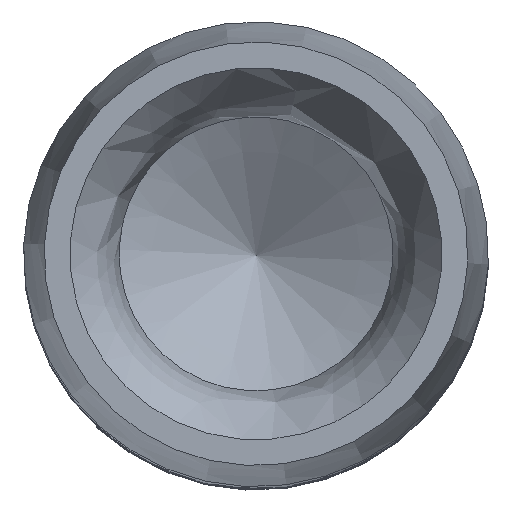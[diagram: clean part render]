
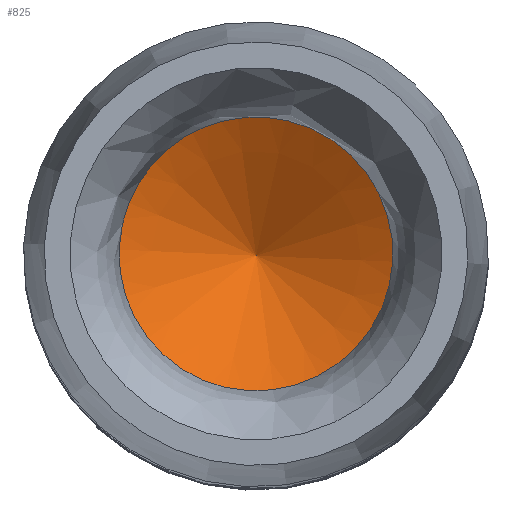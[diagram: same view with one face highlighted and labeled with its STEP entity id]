
A CAD part, top view. The second image highlights one B-rep face of the part: STEP entity #825.
In plain terms, the highlighted conical face has half-angle 60 degrees and reference radius 0 mm.
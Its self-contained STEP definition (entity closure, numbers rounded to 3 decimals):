
#804=CONICAL_SURFACE('',#2807,0.,60.);
#806=VERTEX_LOOP('',#1942);
#825=ADVANCED_FACE('',(#1031,#1032),#804,.F.);
#1031=FACE_BOUND('',#806,.T.);
#1032=FACE_BOUND('',#1094,.T.);
#1094=EDGE_LOOP('',(#1409));
#1273=CIRCLE('',#2805,1.525);
#1409=ORIENTED_EDGE('',*,*,#2133,.T.);
#1941=VERTEX_POINT('',#3966);
#1942=VERTEX_POINT('',#3968);
#2133=EDGE_CURVE('',#1941,#1941,#1273,.T.);
#2805=AXIS2_PLACEMENT_3D('',#3965,#3112,#3113);
#2807=AXIS2_PLACEMENT_3D('',#3969,#3116,#3117);
#3112=DIRECTION('',(0.,0.,1.));
#3113=DIRECTION('',(0.707,-0.707,0.));
#3116=DIRECTION('',(0.,0.,1.));
#3117=DIRECTION('',(-0.924,0.383,0.));
#3965=CARTESIAN_POINT('',(0.,0.,4.6));
#3966=CARTESIAN_POINT('',(-1.409,0.584,4.6));
#3968=CARTESIAN_POINT('',(0.,0.,3.72));
#3969=CARTESIAN_POINT('',(0.,0.,3.72));
